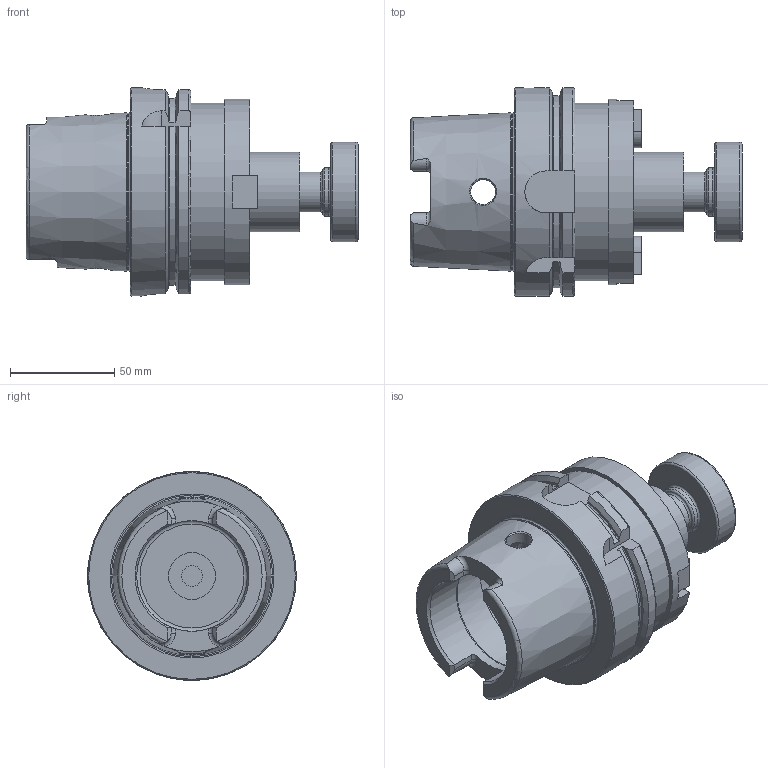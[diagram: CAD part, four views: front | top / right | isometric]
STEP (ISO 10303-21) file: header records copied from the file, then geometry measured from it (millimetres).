
FILE_DESCRIPTION(/* description */ ('','CAx-IF Rec.Pracs.---Representation and Presentation of Product Manufacturing Information (PMI)---4.0---2014-10-13'),/* implementation_level */ '2;1');
FILE_NAME(/* name */ 'ER105C.stp',/* time_stamp */ '2025-02-21T14:42:41+09:00',/* author */ ('eos'),/* organization */ (''),/* preprocessor_version */ 'ST-DEVELOPER v20',/* originating_system */ 'Autodesk Inventor 2025',/* authorisation */ '');
FILE_SCHEMA (('AP242_MANAGED_MODEL_BASED_3D_ENGINEERING_MIM_LF { 1 0 10303 442 1 1 4 }'));
Length unit declared in the file: inch
Products named in the file (5): LO-HSK100A-SMA16C-100; HSK63A; SMA40E-DRIVE KEY-SECO; ANSI B18.3 - 1/4 - 20 UNC - 1/2 HS HCS; COLLAR BOLT-UNF3_4-16x47L
Assembly tree (4 placements, depth 2):
  LO-HSK100A-SMA16C-100
    HSK63A
    SMA40E-DRIVE KEY-SECO  x2
    COLLAR BOLT-UNF3_4-16x47L
  ANSI B18.3 - 1/4 - 20 UNC - 1/2 HS HCS
Bounding box: 159.02 x 100 x 100 mm (x, y, z)
Volume: 465949.9 mm3; surface area: 81076.8 mm2
Topology: 6 solids, 6 shells, 208 faces, 523 edges, 339 vertices
Faces by surface type: plane 91, cylinder 58, torus 32, cone 25, bspline 2
Full cylindrical faces by diameter (mm): 4.978 x2, 5 x4, 6.35 x2, 6.6 x2, 9.525 x2, 10 x2, 10.5 x2, 12 x2, 15.875 x1, 16.307 x1, 19.05 x1, 22.376 x1, 23 x1, 23.5 x1, 25 x1, 38.1 x1, 47.7 x1, 53 x2, 63 x1, 75.415 x1, 85 x1, 88.9 x1, 100 x1
Entity records: 7736 total; most frequent: CARTESIAN_POINT 2275, DIRECTION 1118, ORIENTED_EDGE 922, AXIS2_PLACEMENT_3D 465, EDGE_CURVE 461, VERTEX_POINT 303, CIRCLE 221, STYLED_ITEM 215
